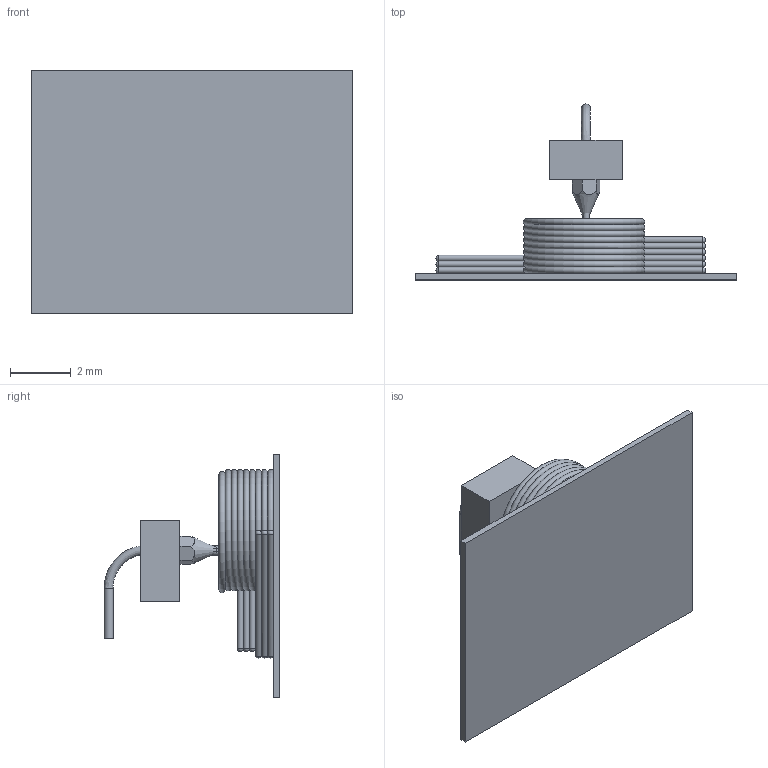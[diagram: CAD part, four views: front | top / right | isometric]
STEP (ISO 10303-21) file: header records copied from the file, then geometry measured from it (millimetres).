
FILE_DESCRIPTION(/* description */ (''),/* implementation_level */ '2;1');
FILE_NAME(/* name */ 'fdm_process v10.step',/* time_stamp */ '2023-01-28T00:36:22+09:00',/* author */ (''),/* organization */ (''),/* preprocessor_version */ 'ST-DEVELOPER v19.2',/* originating_system */ 'Autodesk Translation Framework v11.17.0.187',/* authorisation */ '');
FILE_SCHEMA (('AUTOMOTIVE_DESIGN { 1 0 10303 214 3 1 1 }'));
Length unit declared in the file: millimetre
Products named in the file (1): fdm_process
Bounding box: 10.58 x 5.8 x 8.02 mm (x, y, z)
Volume: 66.1 mm3; surface area: 894.5 mm2
Topology: 219 solids, 219 shells, 2083 faces, 4244 edges, 2564 vertices
Faces by surface type: plane 925, cylinder 889, torus 184, sphere 80, bspline 4, cone 1
Full cylindrical faces by diameter (mm): 0.2 x1, 0.3 x1
Entity records: 56893 total; most frequent: CARTESIAN_POINT 12925, DIRECTION 9398, ORIENTED_EDGE 8416, EDGE_CURVE 4208, AXIS2_PLACEMENT_3D 3415, LINE 2568, VECTOR 2568, VERTEX_POINT 2564
